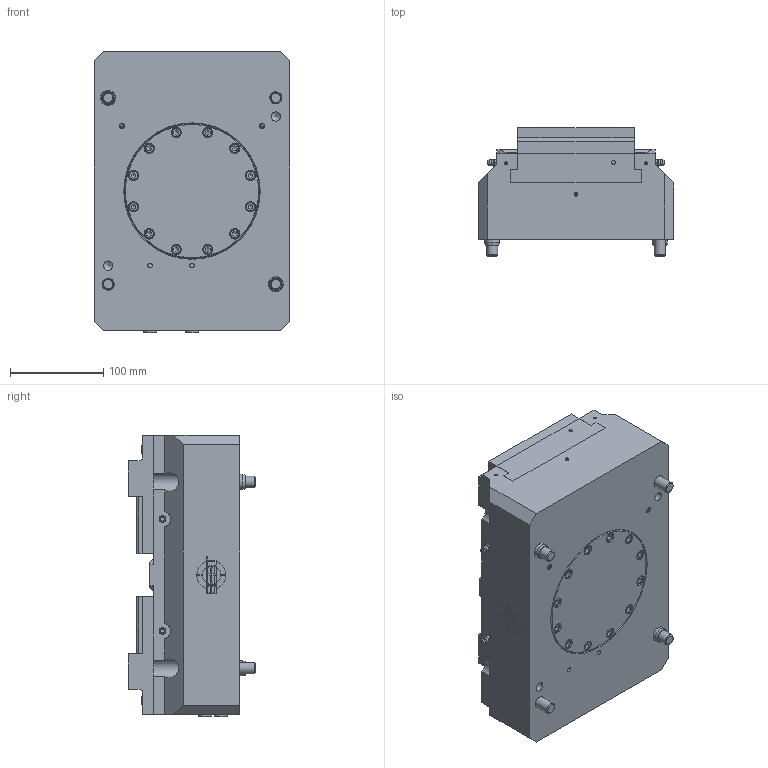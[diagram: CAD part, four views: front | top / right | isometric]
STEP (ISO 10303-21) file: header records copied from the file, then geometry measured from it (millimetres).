
FILE_DESCRIPTION(/* description */ ('Hydr.Zentrierspanner BSH-300-KB'),/* implementation_level */ '2;1');
FILE_NAME(/* name */ '101-0300-001-Kunde.stp',/* time_stamp */ '2023-01-20T09:10:05+01:00',/* author */ ('Chiacchiera'),/* organization */ (''),/* preprocessor_version */ 'ST-DEVELOPER v19.2',/* originating_system */ 'Autodesk Inventor 2023',/* authorisation */ '');
FILE_SCHEMA (('AUTOMOTIVE_DESIGN { 1 0 10303 214 3 1 1 }'));
Length unit declared in the file: millimetre
Products named in the file (5): 101-0300-001-Kunde; 101-0300-001-Basis; 101-0300-001-Trägerbacke; 101-0300-001-Backe fest; 101-0300-001-Pendelbacke
Assembly tree (4 placements, depth 2):
  101-0300-001-Kunde
    101-0300-001-Basis
    101-0300-001-Trägerbacke
    101-0300-001-Backe fest
    101-0300-001-Pendelbacke
Bounding box: 210 x 137.1 x 302.04 mm (x, y, z)
Volume: 6028485.7 mm3; surface area: 454520.8 mm2
Topology: 6 solids, 6 shells, 836 faces, 2145 edges, 1378 vertices
Faces by surface type: plane 493, cylinder 180, cone 114, torus 45, sphere 4
Full cylindrical faces by diameter (mm): 2 x2, 3 x2, 3.242 x2, 4 x1, 4.134 x3, 4.917 x2, 5 x3, 5.5 x2, 6 x2, 10 x18, 11 x14, 12 x4, 13 x4, 14 x2, 16 x4, 18 x4, 20 x4, 32 x2, 145 x1
Entity records: 26049 total; most frequent: CARTESIAN_POINT 4968, ORIENTED_EDGE 4222, DIRECTION 4175, EDGE_CURVE 2111, AXIS2_PLACEMENT_3D 1499, VERTEX_POINT 1378, LINE 1177, VECTOR 1177
